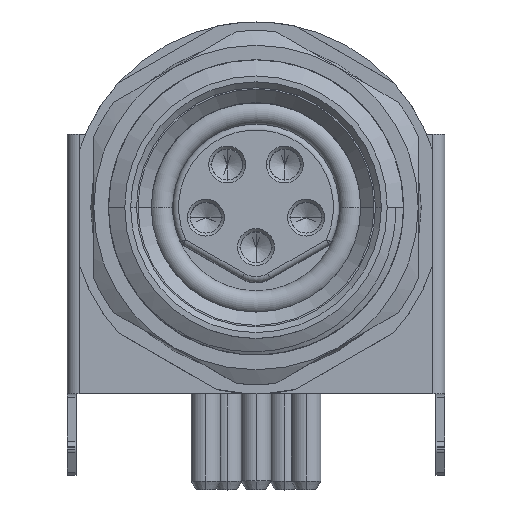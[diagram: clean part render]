
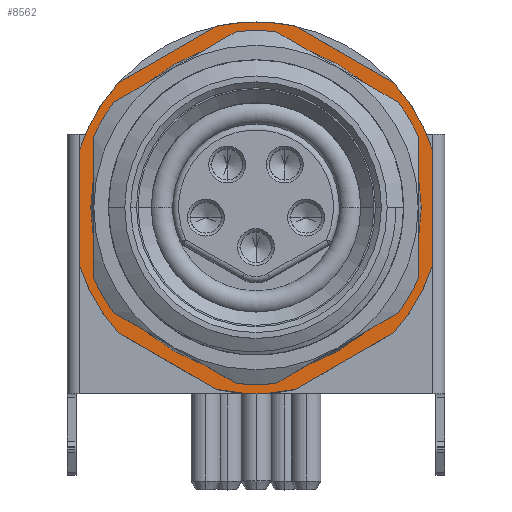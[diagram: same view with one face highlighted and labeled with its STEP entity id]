
A CAD part, top view. The second image highlights one B-rep face of the part: STEP entity #8562.
In plain terms, the highlighted planar face has unit normal (0, 0, 1).
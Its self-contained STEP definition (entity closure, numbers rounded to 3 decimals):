
#5584=CARTESIAN_POINT('',(0.,0.,-3.8));
#5585=DIRECTION('',(0.,0.,-1.));
#5586=DIRECTION('',(0.212,-0.977,0.));
#5587=AXIS2_PLACEMENT_3D('',#5584,#5585,#5586);
#5589=DIRECTION('',(-0.866,0.5,0.));
#5590=VECTOR('',#5589,3.842);
#5591=CARTESIAN_POINT('',(-1.336,-6.157,-3.8));
#5592=LINE('',#5591,#5590);
#5593=CARTESIAN_POINT('',(0.,0.,-3.8));
#5594=DIRECTION('',(0.,0.,-1.));
#5595=DIRECTION('',(-0.74,-0.672,0.));
#5596=AXIS2_PLACEMENT_3D('',#5593,#5594,#5595);
#5598=DIRECTION('',(0.,1.,0.));
#5599=VECTOR('',#5598,3.842);
#5600=CARTESIAN_POINT('',(-6.,-1.921,-3.8));
#5601=LINE('',#5600,#5599);
#5602=CARTESIAN_POINT('',(0.,0.,-3.8));
#5603=DIRECTION('',(0.,0.,-1.));
#5604=DIRECTION('',(-0.952,0.305,0.));
#5605=AXIS2_PLACEMENT_3D('',#5602,#5603,#5604);
#5607=DIRECTION('',(0.866,0.5,0.));
#5608=VECTOR('',#5607,3.842);
#5609=CARTESIAN_POINT('',(-4.664,4.236,-3.8));
#5610=LINE('',#5609,#5608);
#5611=CARTESIAN_POINT('',(0.,0.,-3.8));
#5612=DIRECTION('',(0.,0.,-1.));
#5613=DIRECTION('',(-0.212,0.977,0.));
#5614=AXIS2_PLACEMENT_3D('',#5611,#5612,#5613);
#5616=DIRECTION('',(0.866,-0.5,0.));
#5617=VECTOR('',#5616,3.842);
#5618=CARTESIAN_POINT('',(1.336,6.157,-3.8));
#5619=LINE('',#5618,#5617);
#5620=CARTESIAN_POINT('',(0.,0.,-3.8));
#5621=DIRECTION('',(0.,0.,-1.));
#5622=DIRECTION('',(0.74,0.672,0.));
#5623=AXIS2_PLACEMENT_3D('',#5620,#5621,#5622);
#5625=DIRECTION('',(0.,-1.,0.));
#5626=VECTOR('',#5625,3.842);
#5627=CARTESIAN_POINT('',(6.,1.921,-3.8));
#5628=LINE('',#5627,#5626);
#5629=CARTESIAN_POINT('',(0.,0.,-3.8));
#5630=DIRECTION('',(0.,0.,-1.));
#5631=DIRECTION('',(0.952,-0.305,0.));
#5632=AXIS2_PLACEMENT_3D('',#5629,#5630,#5631);
#5634=DIRECTION('',(-0.866,-0.5,0.));
#5635=VECTOR('',#5634,3.842);
#5636=CARTESIAN_POINT('',(4.664,-4.236,-3.8));
#5637=LINE('',#5636,#5635);
#5638=CARTESIAN_POINT('',(0.,0.,-3.8));
#5639=DIRECTION('',(0.,0.,1.));
#5640=DIRECTION('',(1.,0.,0.));
#5641=AXIS2_PLACEMENT_3D('',#5638,#5639,#5640);
#5643=CARTESIAN_POINT('',(0.,0.,-3.8));
#5644=DIRECTION('',(0.,0.,1.));
#5645=DIRECTION('',(-1.,0.,0.));
#5646=AXIS2_PLACEMENT_3D('',#5643,#5644,#5645);
#7814=CARTESIAN_POINT('',(1.336,-6.157,-3.8));
#7815=CARTESIAN_POINT('',(-1.336,-6.157,-3.8));
#7816=VERTEX_POINT('',#7814);
#7817=VERTEX_POINT('',#7815);
#7818=CARTESIAN_POINT('',(-4.664,-4.236,-3.8));
#7819=VERTEX_POINT('',#7818);
#7820=CARTESIAN_POINT('',(-6.,-1.921,-3.8));
#7821=VERTEX_POINT('',#7820);
#7822=CARTESIAN_POINT('',(-6.,1.921,-3.8));
#7823=VERTEX_POINT('',#7822);
#7824=CARTESIAN_POINT('',(-4.664,4.236,-3.8));
#7825=VERTEX_POINT('',#7824);
#7826=CARTESIAN_POINT('',(-1.336,6.157,-3.8));
#7827=VERTEX_POINT('',#7826);
#7828=CARTESIAN_POINT('',(1.336,6.157,-3.8));
#7829=VERTEX_POINT('',#7828);
#7830=CARTESIAN_POINT('',(4.664,4.236,-3.8));
#7831=VERTEX_POINT('',#7830);
#7832=CARTESIAN_POINT('',(6.,1.921,-3.8));
#7833=VERTEX_POINT('',#7832);
#7834=CARTESIAN_POINT('',(6.,-1.921,-3.8));
#7835=VERTEX_POINT('',#7834);
#7836=CARTESIAN_POINT('',(4.664,-4.236,-3.8));
#7837=VERTEX_POINT('',#7836);
#7864=CARTESIAN_POINT('',(4.7,0.,-3.8));
#7865=CARTESIAN_POINT('',(-4.7,0.,-3.8));
#7866=VERTEX_POINT('',#7864);
#7867=VERTEX_POINT('',#7865);
#8525=CARTESIAN_POINT('',(0.,0.,-3.8));
#8526=DIRECTION('',(0.,0.,-1.));
#8527=DIRECTION('',(1.,0.,0.));
#8528=AXIS2_PLACEMENT_3D('',#8525,#8526,#8527);
#8529=PLANE('',#8528);
#8531=ORIENTED_EDGE('',*,*,#8530,.T.);
#8533=ORIENTED_EDGE('',*,*,#8532,.T.);
#8535=ORIENTED_EDGE('',*,*,#8534,.T.);
#8537=ORIENTED_EDGE('',*,*,#8536,.T.);
#8539=ORIENTED_EDGE('',*,*,#8538,.T.);
#8541=ORIENTED_EDGE('',*,*,#8540,.T.);
#8543=ORIENTED_EDGE('',*,*,#8542,.T.);
#8545=ORIENTED_EDGE('',*,*,#8544,.T.);
#8547=ORIENTED_EDGE('',*,*,#8546,.T.);
#8549=ORIENTED_EDGE('',*,*,#8548,.T.);
#8551=ORIENTED_EDGE('',*,*,#8550,.T.);
#8553=ORIENTED_EDGE('',*,*,#8552,.T.);
#8554=EDGE_LOOP('',(#8531,#8533,#8535,#8537,#8539,#8541,#8543,#8545,#8547,#8549,
#8551,#8553));
#8555=FACE_OUTER_BOUND('',#8554,.F.);
#8557=ORIENTED_EDGE('',*,*,#8556,.T.);
#8559=ORIENTED_EDGE('',*,*,#8558,.T.);
#8560=EDGE_LOOP('',(#8557,#8559));
#8561=FACE_BOUND('',#8560,.F.);
#5588=CIRCLE('',#5587,6.3);
#5597=CIRCLE('',#5596,6.3);
#5606=CIRCLE('',#5605,6.3);
#5615=CIRCLE('',#5614,6.3);
#5624=CIRCLE('',#5623,6.3);
#5633=CIRCLE('',#5632,6.3);
#5642=CIRCLE('',#5641,4.7);
#5647=CIRCLE('',#5646,4.7);
#8530=EDGE_CURVE('',#7816,#7817,#5588,.T.);
#8532=EDGE_CURVE('',#7817,#7819,#5592,.T.);
#8534=EDGE_CURVE('',#7819,#7821,#5597,.T.);
#8536=EDGE_CURVE('',#7821,#7823,#5601,.T.);
#8538=EDGE_CURVE('',#7823,#7825,#5606,.T.);
#8540=EDGE_CURVE('',#7825,#7827,#5610,.T.);
#8542=EDGE_CURVE('',#7827,#7829,#5615,.T.);
#8544=EDGE_CURVE('',#7829,#7831,#5619,.T.);
#8546=EDGE_CURVE('',#7831,#7833,#5624,.T.);
#8548=EDGE_CURVE('',#7833,#7835,#5628,.T.);
#8550=EDGE_CURVE('',#7835,#7837,#5633,.T.);
#8552=EDGE_CURVE('',#7837,#7816,#5637,.T.);
#8556=EDGE_CURVE('',#7866,#7867,#5642,.T.);
#8558=EDGE_CURVE('',#7867,#7866,#5647,.T.);
#8562=ADVANCED_FACE('',(#8555,#8561),#8529,.F.);
